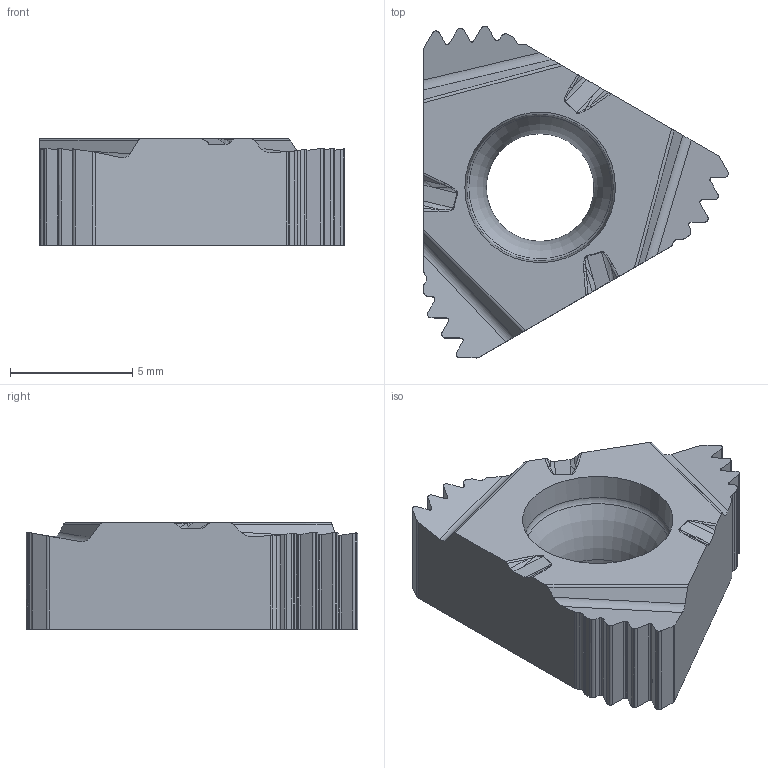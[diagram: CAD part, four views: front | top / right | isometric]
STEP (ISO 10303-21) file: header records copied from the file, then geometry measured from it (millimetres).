
FILE_DESCRIPTION(/* description */ (''),/* implementation_level */ '2;1');
FILE_NAME(/* name */ 'aaa327968_a.stp',/* time_stamp */ '2018-12-11T12:54:30+01:00',/* author */ (''),/* organization */ ('SMS'),/* preprocessor_version */ 'ST-DEVELOPER v15',/* originating_system */ 'SIEMENS PLM Software NX 8.5',/* authorisation */ '');
FILE_SCHEMA (('AUTOMOTIVE_DESIGN { 1 0 10303 214 3 1 1 1 }'));
Length unit declared in the file: millimetre
Products named in the file (1): AAA327968_A
Bounding box: 12.46 x 13.57 x 4.35 mm (x, y, z)
Volume: 358.5 mm3; surface area: 434.9 mm2
Topology: 1 solids, 1 shells, 162 faces, 464 edges, 306 vertices
Faces by surface type: plane 71, cylinder 70, extrusion 9, bspline 9, torus 2, cone 1
Full cylindrical faces by diameter (mm): 4.4 x1
Entity records: 6270 total; most frequent: CARTESIAN_POINT 1925, ORIENTED_EDGE 916, DIRECTION 894, EDGE_CURVE 458, VERTEX_POINT 302, AXIS2_PLACEMENT_3D 300, VECTOR 294, LINE 285
